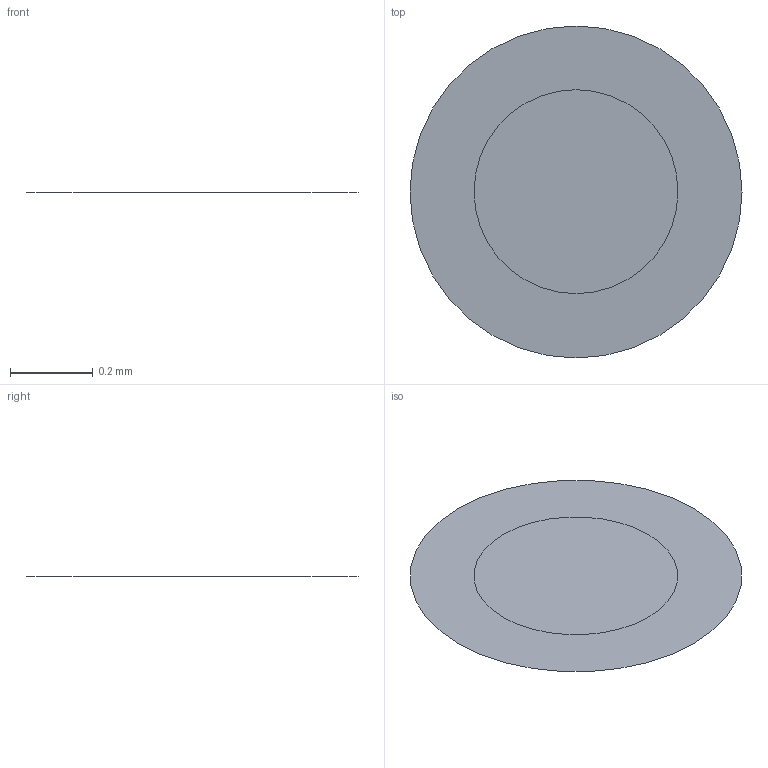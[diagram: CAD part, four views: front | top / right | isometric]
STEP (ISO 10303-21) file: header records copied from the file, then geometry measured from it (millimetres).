
FILE_DESCRIPTION(('FreeCAD Model'),'2;1');
FILE_NAME('circles.step', '2014-06-23T07:29:23',('FreeCAD'),('FreeCAD'), 'Open CASCADE STEP processor 6.7','FreeCAD','Unknown');
FILE_SCHEMA(('AUTOMOTIVE_DESIGN_CC2 { 1 2 10303 214 -1 1 5 4 }'));
Length unit declared in the file: metre
Products named in the file (2): Face002; Cut
Bounding box: 0.8 x 0.8 x 0 mm (x, y, z)
Surface area: 0.5 mm2 (no closed solid volume)
Topology: 0 solids, 2 shells, 2 faces, 3 edges, 3 vertices
Faces by surface type: plane 2
Entity records: 119 total; most frequent: CARTESIAN_POINT 24, DIRECTION 13, AXIS2_PLACEMENT_3D 6, CIRCLE 4, FACE_BOUND 3, EDGE_LOOP 3, ORIENTED_EDGE 3, EDGE_CURVE 3
